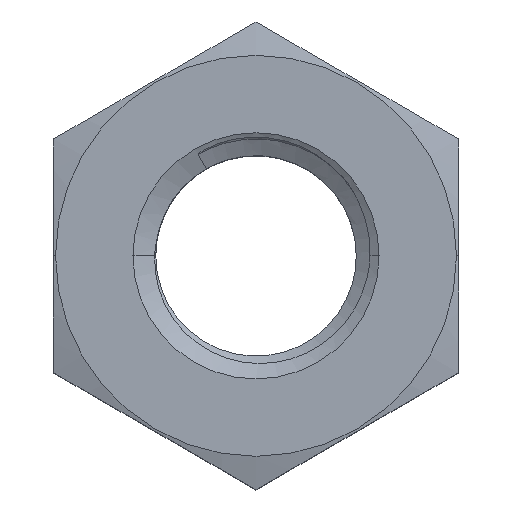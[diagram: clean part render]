
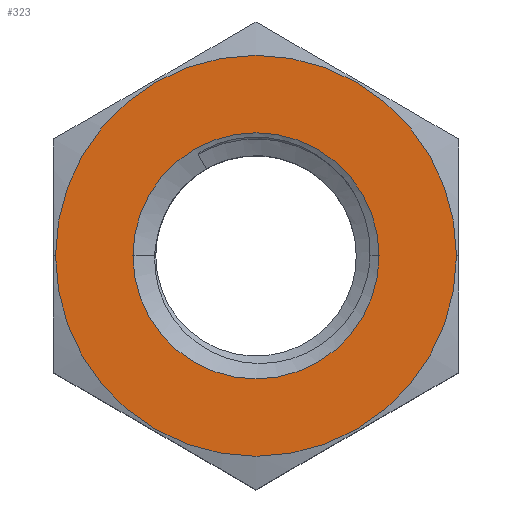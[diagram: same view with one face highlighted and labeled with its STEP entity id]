
A CAD part, top view. The second image highlights one B-rep face of the part: STEP entity #323.
In plain terms, the highlighted planar face has unit normal (0, 0, 1).
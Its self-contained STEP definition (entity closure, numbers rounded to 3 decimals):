
#182 = EDGE_CURVE ( 'NONE', #424, #217, #1048, .T. ) ;
#216 = EDGE_CURVE ( 'NONE', #426, #387, #1108, .T. ) ;
#217 = VERTEX_POINT ( 'NONE', #1112 ) ;
#269 = ORIENTED_EDGE ( 'NONE', *, *, #343, .T. ) ;
#317 = ORIENTED_EDGE ( 'NONE', *, *, #182, .T. ) ;
#319 = EDGE_LOOP ( 'NONE', ( #269, #317 ) ) ;
#321 = EDGE_LOOP ( 'NONE', ( #328, #324 ) ) ;
#323 = ADVANCED_FACE ( 'NONE', ( #4975, #4972 ), #4980, .T. ) ;
#324 = ORIENTED_EDGE ( 'NONE', *, *, #325, .T. ) ;
#325 = EDGE_CURVE ( 'NONE', #387, #426, #4957, .T. ) ;
#328 = ORIENTED_EDGE ( 'NONE', *, *, #216, .T. ) ;
#343 = EDGE_CURVE ( 'NONE', #217, #424, #4987, .T. ) ;
#387 = VERTEX_POINT ( 'NONE', #3747 ) ;
#424 = VERTEX_POINT ( 'NONE', #3405 ) ;
#426 = VERTEX_POINT ( 'NONE', #3533 ) ;
#995 = AXIS2_PLACEMENT_3D ( 'NONE', #1036, #1019, #1018 ) ;
#1018 = DIRECTION ( 'NONE',  ( 1., 0., 0. ) ) ;
#1019 = DIRECTION ( 'NONE',  ( 0., 0., 1. ) ) ;
#1036 = CARTESIAN_POINT ( 'NONE',  ( 0., 0., 25.705 ) ) ;
#1048 = CIRCLE ( 'NONE', #995, 21.776 ) ;
#1108 = CIRCLE ( 'NONE', #1147, 13.368 ) ;
#1112 = CARTESIAN_POINT ( 'NONE',  ( -21.776, 0., 25.705 ) ) ;
#1145 = DIRECTION ( 'NONE',  ( 1., 0., 0. ) ) ;
#1146 = DIRECTION ( 'NONE',  ( 0., 0., -1. ) ) ;
#1147 = AXIS2_PLACEMENT_3D ( 'NONE', #1169, #1146, #1145 ) ;
#1169 = CARTESIAN_POINT ( 'NONE',  ( 0., 0., 25.705 ) ) ;
#3405 = CARTESIAN_POINT ( 'NONE',  ( 21.776, 0., 25.705 ) ) ;
#3533 = CARTESIAN_POINT ( 'NONE',  ( 13.368, 0., 25.705 ) ) ;
#3747 = CARTESIAN_POINT ( 'NONE',  ( -13.368, 0., 25.705 ) ) ;
#4949 = DIRECTION ( 'NONE',  ( 1., 0., 0. ) ) ;
#4950 = DIRECTION ( 'NONE',  ( 0., 0., -1. ) ) ;
#4951 = CARTESIAN_POINT ( 'NONE',  ( 0., 0., 25.705 ) ) ;
#4952 = AXIS2_PLACEMENT_3D ( 'NONE', #4951, #4950, #4949 ) ;
#4955 = DIRECTION ( 'NONE',  ( 1., 0., 0. ) ) ;
#4956 = DIRECTION ( 'NONE',  ( 0., 0., 1. ) ) ;
#4957 = CIRCLE ( 'NONE', #4952, 13.368 ) ;
#4971 = AXIS2_PLACEMENT_3D ( 'NONE', #4973, #4956, #4955 ) ;
#4972 = FACE_BOUND ( 'NONE', #321, .T. ) ;
#4973 = CARTESIAN_POINT ( 'NONE',  ( 0., 0., 25.705 ) ) ;
#4975 = FACE_OUTER_BOUND ( 'NONE', #319, .T. ) ;
#4977 = DIRECTION ( 'NONE',  ( 1., 0., 0. ) ) ;
#4978 = AXIS2_PLACEMENT_3D ( 'NONE', #4985, #4992, #4977 ) ;
#4980 = PLANE ( 'NONE',  #4971 ) ;
#4985 = CARTESIAN_POINT ( 'NONE',  ( 0., 0., 25.705 ) ) ;
#4987 = CIRCLE ( 'NONE', #4978, 21.776 ) ;
#4992 = DIRECTION ( 'NONE',  ( 0., 0., 1. ) ) ;
